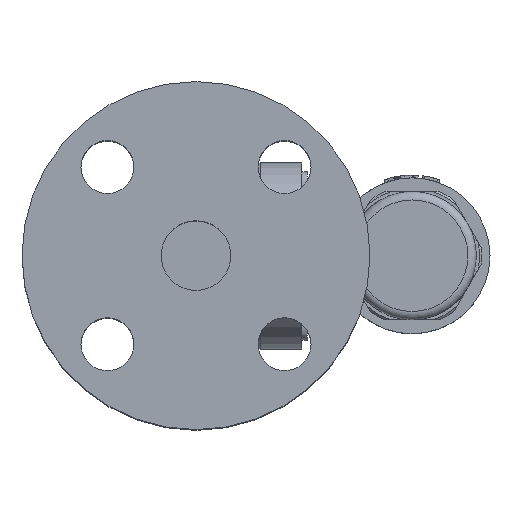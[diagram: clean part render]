
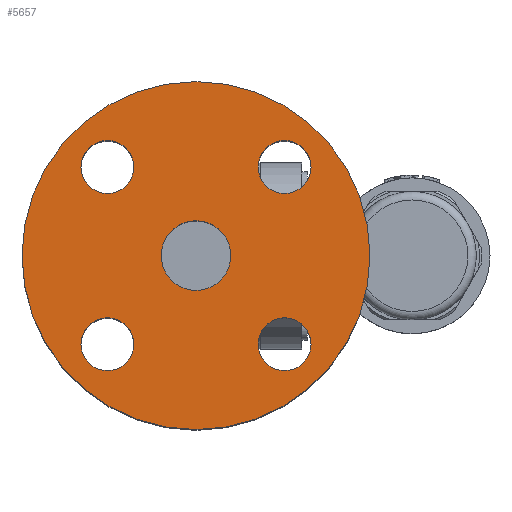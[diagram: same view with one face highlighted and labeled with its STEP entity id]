
A CAD part, top view. The second image highlights one B-rep face of the part: STEP entity #5657.
In plain terms, the highlighted planar face has unit normal (0, 0, 1).
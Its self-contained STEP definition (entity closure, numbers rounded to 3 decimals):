
#433=FACE_BOUND('',#994,.T.);
#434=FACE_BOUND('',#995,.T.);
#435=FACE_BOUND('',#996,.T.);
#436=FACE_BOUND('',#997,.T.);
#437=FACE_BOUND('',#998,.T.);
#467=PLANE('',#6104);
#620=FACE_OUTER_BOUND('',#993,.T.);
#993=EDGE_LOOP('',(#3959,#3960));
#994=EDGE_LOOP('',(#3961,#3962));
#995=EDGE_LOOP('',(#3963,#3964));
#996=EDGE_LOOP('',(#3965,#3966));
#997=EDGE_LOOP('',(#3967,#3968));
#998=EDGE_LOOP('',(#3969,#3970));
#2006=CIRCLE('',#6057,62.5);
#2007=CIRCLE('',#6058,62.5);
#2008=CIRCLE('',#6060,9.5);
#2009=CIRCLE('',#6061,9.5);
#2010=CIRCLE('',#6063,9.5);
#2011=CIRCLE('',#6064,9.5);
#2012=CIRCLE('',#6066,9.5);
#2013=CIRCLE('',#6067,9.5);
#2014=CIRCLE('',#6069,9.5);
#2015=CIRCLE('',#6070,9.5);
#2034=CIRCLE('',#6094,12.5);
#2037=CIRCLE('',#6097,12.5);
#2376=VERTEX_POINT('',#8514);
#2377=VERTEX_POINT('',#8515);
#2378=VERTEX_POINT('',#8520);
#2379=VERTEX_POINT('',#8521);
#2380=VERTEX_POINT('',#8526);
#2381=VERTEX_POINT('',#8527);
#2382=VERTEX_POINT('',#8532);
#2383=VERTEX_POINT('',#8533);
#2384=VERTEX_POINT('',#8538);
#2385=VERTEX_POINT('',#8539);
#2409=VERTEX_POINT('',#8596);
#2410=VERTEX_POINT('',#8597);
#2956=EDGE_CURVE('',#2376,#2377,#2006,.T.);
#2957=EDGE_CURVE('',#2377,#2376,#2007,.T.);
#2959=EDGE_CURVE('',#2378,#2379,#2008,.T.);
#2960=EDGE_CURVE('',#2379,#2378,#2009,.T.);
#2962=EDGE_CURVE('',#2380,#2381,#2010,.T.);
#2963=EDGE_CURVE('',#2381,#2380,#2011,.T.);
#2965=EDGE_CURVE('',#2382,#2383,#2012,.T.);
#2966=EDGE_CURVE('',#2383,#2382,#2013,.T.);
#2968=EDGE_CURVE('',#2384,#2385,#2014,.T.);
#2969=EDGE_CURVE('',#2385,#2384,#2015,.T.);
#2996=EDGE_CURVE('',#2409,#2410,#2034,.T.);
#3000=EDGE_CURVE('',#2410,#2409,#2037,.T.);
#3959=ORIENTED_EDGE('',*,*,#2956,.T.);
#3960=ORIENTED_EDGE('',*,*,#2957,.T.);
#3961=ORIENTED_EDGE('',*,*,#2959,.T.);
#3962=ORIENTED_EDGE('',*,*,#2960,.T.);
#3963=ORIENTED_EDGE('',*,*,#2962,.T.);
#3964=ORIENTED_EDGE('',*,*,#2963,.T.);
#3965=ORIENTED_EDGE('',*,*,#2965,.T.);
#3966=ORIENTED_EDGE('',*,*,#2966,.T.);
#3967=ORIENTED_EDGE('',*,*,#2968,.T.);
#3968=ORIENTED_EDGE('',*,*,#2969,.T.);
#3969=ORIENTED_EDGE('',*,*,#2996,.F.);
#3970=ORIENTED_EDGE('',*,*,#3000,.F.);
#5657=ADVANCED_FACE('',(#620,#433,#434,#435,#436,#437),#467,.T.);
#6057=AXIS2_PLACEMENT_3D('',#8516,#6820,#6821);
#6058=AXIS2_PLACEMENT_3D('',#8517,#6822,#6823);
#6060=AXIS2_PLACEMENT_3D('',#8522,#6827,#6828);
#6061=AXIS2_PLACEMENT_3D('',#8523,#6829,#6830);
#6063=AXIS2_PLACEMENT_3D('',#8528,#6834,#6835);
#6064=AXIS2_PLACEMENT_3D('',#8529,#6836,#6837);
#6066=AXIS2_PLACEMENT_3D('',#8534,#6841,#6842);
#6067=AXIS2_PLACEMENT_3D('',#8535,#6843,#6844);
#6069=AXIS2_PLACEMENT_3D('',#8540,#6848,#6849);
#6070=AXIS2_PLACEMENT_3D('',#8541,#6850,#6851);
#6094=AXIS2_PLACEMENT_3D('',#8598,#6906,#6907);
#6097=AXIS2_PLACEMENT_3D('',#8604,#6913,#6914);
#6104=AXIS2_PLACEMENT_3D('',#8617,#6929,#6930);
#6820=DIRECTION('center_axis',(0.,0.,1.));
#6821=DIRECTION('ref_axis',(1.,0.,0.));
#6822=DIRECTION('center_axis',(0.,0.,1.));
#6823=DIRECTION('ref_axis',(1.,0.,0.));
#6827=DIRECTION('center_axis',(0.,0.,-1.));
#6828=DIRECTION('ref_axis',(0.,-1.,0.));
#6829=DIRECTION('center_axis',(0.,0.,-1.));
#6830=DIRECTION('ref_axis',(0.,-1.,0.));
#6834=DIRECTION('center_axis',(0.,0.,-1.));
#6835=DIRECTION('ref_axis',(-1.,0.,0.));
#6836=DIRECTION('center_axis',(0.,0.,-1.));
#6837=DIRECTION('ref_axis',(-1.,0.,0.));
#6841=DIRECTION('center_axis',(0.,0.,-1.));
#6842=DIRECTION('ref_axis',(0.,1.,0.));
#6843=DIRECTION('center_axis',(0.,0.,-1.));
#6844=DIRECTION('ref_axis',(0.,1.,0.));
#6848=DIRECTION('center_axis',(0.,0.,-1.));
#6849=DIRECTION('ref_axis',(1.,0.,0.));
#6850=DIRECTION('center_axis',(0.,0.,-1.));
#6851=DIRECTION('ref_axis',(1.,0.,0.));
#6906=DIRECTION('center_axis',(0.,0.,1.));
#6907=DIRECTION('ref_axis',(1.,0.,0.));
#6913=DIRECTION('center_axis',(0.,0.,1.));
#6914=DIRECTION('ref_axis',(1.,0.,0.));
#6929=DIRECTION('center_axis',(0.,0.,1.));
#6930=DIRECTION('ref_axis',(1.,0.,0.));
#8514=CARTESIAN_POINT('',(62.5,0.,82.));
#8515=CARTESIAN_POINT('',(-62.5,0.,82.));
#8516=CARTESIAN_POINT('Origin',(0.,0.,82.));
#8517=CARTESIAN_POINT('Origin',(0.,0.,82.));
#8520=CARTESIAN_POINT('',(31.82,-41.32,82.));
#8521=CARTESIAN_POINT('',(31.82,-22.32,82.));
#8522=CARTESIAN_POINT('Origin',(31.82,-31.82,82.));
#8523=CARTESIAN_POINT('Origin',(31.82,-31.82,82.));
#8526=CARTESIAN_POINT('',(-41.32,-31.82,82.));
#8527=CARTESIAN_POINT('',(-22.32,-31.82,82.));
#8528=CARTESIAN_POINT('Origin',(-31.82,-31.82,82.));
#8529=CARTESIAN_POINT('Origin',(-31.82,-31.82,82.));
#8532=CARTESIAN_POINT('',(-31.82,41.32,82.));
#8533=CARTESIAN_POINT('',(-31.82,22.32,82.));
#8534=CARTESIAN_POINT('Origin',(-31.82,31.82,82.));
#8535=CARTESIAN_POINT('Origin',(-31.82,31.82,82.));
#8538=CARTESIAN_POINT('',(41.32,31.82,82.));
#8539=CARTESIAN_POINT('',(22.32,31.82,82.));
#8540=CARTESIAN_POINT('Origin',(31.82,31.82,82.));
#8541=CARTESIAN_POINT('Origin',(31.82,31.82,82.));
#8596=CARTESIAN_POINT('',(12.5,0.,82.));
#8597=CARTESIAN_POINT('',(-12.5,0.,82.));
#8598=CARTESIAN_POINT('Origin',(0.,0.,82.));
#8604=CARTESIAN_POINT('Origin',(0.,0.,82.));
#8617=CARTESIAN_POINT('Origin',(37.5,0.,82.));
